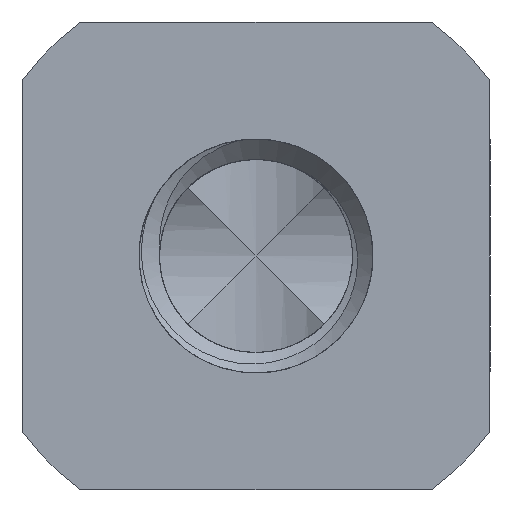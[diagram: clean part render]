
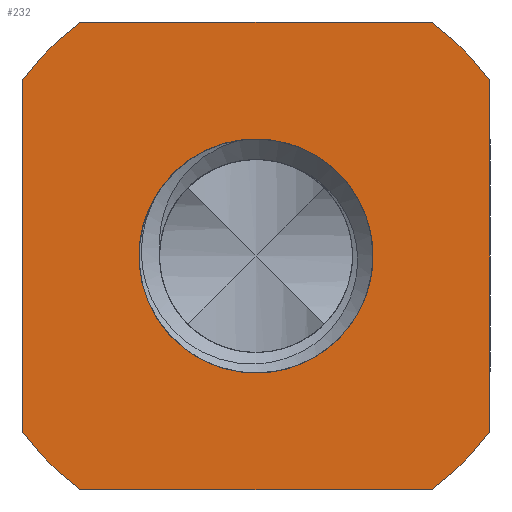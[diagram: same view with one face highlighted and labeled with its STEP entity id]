
A CAD part, front view. The second image highlights one B-rep face of the part: STEP entity #232.
In plain terms, the highlighted planar face has unit normal (0, -1, 0).
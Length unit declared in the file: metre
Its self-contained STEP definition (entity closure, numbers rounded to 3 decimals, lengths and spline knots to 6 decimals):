
#232 = ADVANCED_FACE( 'NONE', ( #621, #622 ), #623, .F. );
#621 = FACE_OUTER_BOUND( '', #1430, .T. );
#622 = FACE_BOUND( '', #1431, .T. );
#623 = PLANE( '', #1432 );
#1430 = EDGE_LOOP( '', ( #3645, #3646, #3647, #3648, #3649, #3650, #3651, #3652 ) );
#1431 = EDGE_LOOP( '', ( #3653, #3654 ) );
#1432 = AXIS2_PLACEMENT_3D( '', #3655, #3656, #3657 );
#3645 = ORIENTED_EDGE( '', *, *, #5542, .F. );
#3646 = ORIENTED_EDGE( '', *, *, #5543, .F. );
#3647 = ORIENTED_EDGE( '', *, *, #5544, .F. );
#3648 = ORIENTED_EDGE( '', *, *, #5545, .F. );
#3649 = ORIENTED_EDGE( '', *, *, #5546, .T. );
#3650 = ORIENTED_EDGE( '', *, *, #5547, .F. );
#3651 = ORIENTED_EDGE( '', *, *, #5548, .T. );
#3652 = ORIENTED_EDGE( '', *, *, #5549, .F. );
#3653 = ORIENTED_EDGE( '', *, *, #5550, .T. );
#3654 = ORIENTED_EDGE( '', *, *, #5551, .T. );
#3655 = CARTESIAN_POINT( '', ( 0., -0.004, 0. ) );
#3656 = DIRECTION( '', ( 0., 1., 0. ) );
#3657 = DIRECTION( '', ( 1., 0., 0. ) );
#5542 = EDGE_CURVE( 'NONE', #6525, #6526, #6527, .T. );
#5543 = EDGE_CURVE( 'NONE', #6528, #6525, #6529, .T. );
#5544 = EDGE_CURVE( 'NONE', #6530, #6528, #6531, .T. );
#5545 = EDGE_CURVE( 'NONE', #6532, #6530, #6533, .T. );
#5546 = EDGE_CURVE( 'NONE', #6532, #6534, #6535, .T. );
#5547 = EDGE_CURVE( 'NONE', #6536, #6534, #6537, .T. );
#5548 = EDGE_CURVE( 'NONE', #6536, #6538, #6539, .T. );
#5549 = EDGE_CURVE( 'NONE', #6526, #6538, #6540, .T. );
#5550 = EDGE_CURVE( 'NONE', #6541, #6542, #6543, .T. );
#5551 = EDGE_CURVE( 'NONE', #6542, #6541, #6544, .T. );
#6525 = VERTEX_POINT( 'NONE', #8849 );
#6526 = VERTEX_POINT( 'NONE', #8850 );
#6527 = LINE( '', #8851, #8852 );
#6528 = VERTEX_POINT( 'NONE', #8853 );
#6529 = CIRCLE( '', #8854, 0.005 );
#6530 = VERTEX_POINT( 'NONE', #8855 );
#6531 = LINE( '', #8856, #8857 );
#6532 = VERTEX_POINT( 'NONE', #8858 );
#6533 = CIRCLE( '', #8859, 0.005 );
#6534 = VERTEX_POINT( 'NONE', #8860 );
#6535 = LINE( '', #8861, #8862 );
#6536 = VERTEX_POINT( 'NONE', #8863 );
#6537 = CIRCLE( '', #8864, 0.005 );
#6538 = VERTEX_POINT( 'NONE', #8865 );
#6539 = LINE( '', #8866, #8867 );
#6540 = CIRCLE( '', #8868, 0.005 );
#6541 = VERTEX_POINT( 'NONE', #8869 );
#6542 = VERTEX_POINT( 'NONE', #8870 );
#6543 = CIRCLE( '', #8871, 0.002 );
#6544 = CIRCLE( '', #8872, 0.002 );
#8849 = CARTESIAN_POINT( '', ( -0.003, -0.004, 0.004 ) );
#8850 = CARTESIAN_POINT( '', ( 0.003, -0.004, 0.004 ) );
#8851 = CARTESIAN_POINT( '', ( 0., -0.004, 0.004 ) );
#8852 = VECTOR( '', #12733, 1. );
#8853 = CARTESIAN_POINT( '', ( -0.004, -0.004, 0.003 ) );
#8854 = AXIS2_PLACEMENT_3D( '', #12734, #12735, #12736 );
#8855 = CARTESIAN_POINT( '', ( -0.004, -0.004, -0.003 ) );
#8856 = CARTESIAN_POINT( '', ( -0.004, -0.004, 0. ) );
#8857 = VECTOR( '', #12737, 1. );
#8858 = CARTESIAN_POINT( '', ( -0.003, -0.004, -0.004 ) );
#8859 = AXIS2_PLACEMENT_3D( '', #12738, #12739, #12740 );
#8860 = CARTESIAN_POINT( '', ( 0.003, -0.004, -0.004 ) );
#8861 = CARTESIAN_POINT( '', ( 0., -0.004, -0.004 ) );
#8862 = VECTOR( '', #12741, 1. );
#8863 = CARTESIAN_POINT( '', ( 0.004, -0.004, -0.003 ) );
#8864 = AXIS2_PLACEMENT_3D( '', #12742, #12743, #12744 );
#8865 = CARTESIAN_POINT( '', ( 0.004, -0.004, 0.003 ) );
#8866 = CARTESIAN_POINT( '', ( 0.004, -0.004, 0. ) );
#8867 = VECTOR( '', #12745, 1. );
#8868 = AXIS2_PLACEMENT_3D( '', #12746, #12747, #12748 );
#8869 = CARTESIAN_POINT( '', ( -0.001616, -0.004, 0.001179 ) );
#8870 = CARTESIAN_POINT( '', ( -0.000293, -0.004, 0.001978 ) );
#8871 = AXIS2_PLACEMENT_3D( '', #12749, #12750, #12751 );
#8872 = AXIS2_PLACEMENT_3D( '', #12752, #12753, #12754 );
#12733 = DIRECTION( '', ( 1., 0., 0. ) );
#12734 = CARTESIAN_POINT( '', ( 0., -0.004, 0. ) );
#12735 = DIRECTION( '', ( 0., 1., 0. ) );
#12736 = DIRECTION( '', ( 0., 0., 1. ) );
#12737 = DIRECTION( '', ( 0., 0., 1. ) );
#12738 = CARTESIAN_POINT( '', ( 0., -0.004, 0. ) );
#12739 = DIRECTION( '', ( 0., 1., 0. ) );
#12740 = DIRECTION( '', ( 0., 0., 1. ) );
#12741 = DIRECTION( '', ( 1., 0., 0. ) );
#12742 = CARTESIAN_POINT( '', ( 0., -0.004, 0. ) );
#12743 = DIRECTION( '', ( 0., 1., 0. ) );
#12744 = DIRECTION( '', ( 0., 0., 1. ) );
#12745 = DIRECTION( '', ( 0., 0., 1. ) );
#12746 = CARTESIAN_POINT( '', ( 0., -0.004, 0. ) );
#12747 = DIRECTION( '', ( 0., 1., 0. ) );
#12748 = DIRECTION( '', ( 0., 0., 1. ) );
#12749 = CARTESIAN_POINT( '', ( 0., -0.004, 0. ) );
#12750 = DIRECTION( '', ( 0., 1., 0. ) );
#12751 = DIRECTION( '', ( 0., 0., 1. ) );
#12752 = CARTESIAN_POINT( '', ( 0., -0.004, 0. ) );
#12753 = DIRECTION( '', ( 0., 1., 0. ) );
#12754 = DIRECTION( '', ( 0., 0., 1. ) );
